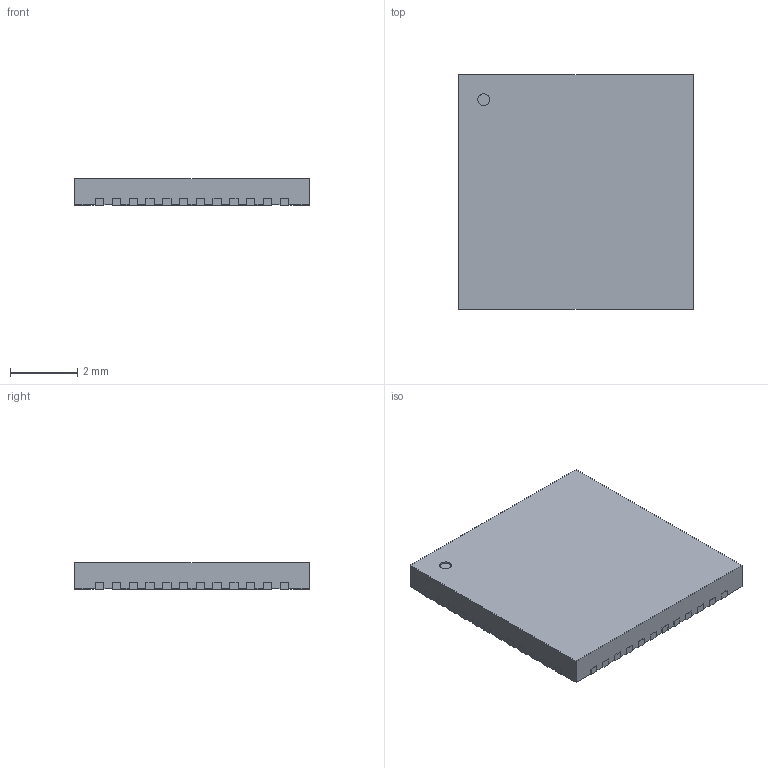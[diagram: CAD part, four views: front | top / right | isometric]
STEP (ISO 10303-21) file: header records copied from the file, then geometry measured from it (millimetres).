
FILE_DESCRIPTION(('FreeCAD Model'),'2;1');
FILE_NAME('QFN50P700X700X100-48NT515X515.step','2018-05-02T20:33:44',('kicad StepUp'),('ksu MCAD' ),'Open CASCADE STEP processor 7.2','FreeCAD','Unknown');
FILE_SCHEMA(('AUTOMOTIVE_DESIGN { 1 0 10303 214 1 1 1 1 }'));
Length unit declared in the file: millimetre
Products named in the file (1): QFN50P700X700X100-48NT515X515
Bounding box: 7.02 x 7.02 x 0.8 mm (x, y, z)
Volume: 38.7 mm3; surface area: 122.2 mm2
Topology: 1 solids, 1 shells, 303 faces, 897 edges, 598 vertices
Faces by surface type: plane 301, cylinder 2
Entity records: 23718 total; most frequent: CARTESIAN_POINT 3605, DIRECTION 3301, LINE 2683, VECTOR 2683, ORIENTED_EDGE 1794, PCURVE 1794, DEFINITIONAL_REPRESENTATION 1794, EDGE_CURVE 897
